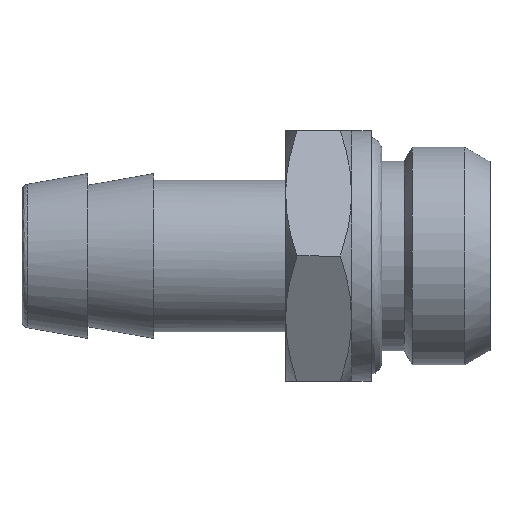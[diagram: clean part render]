
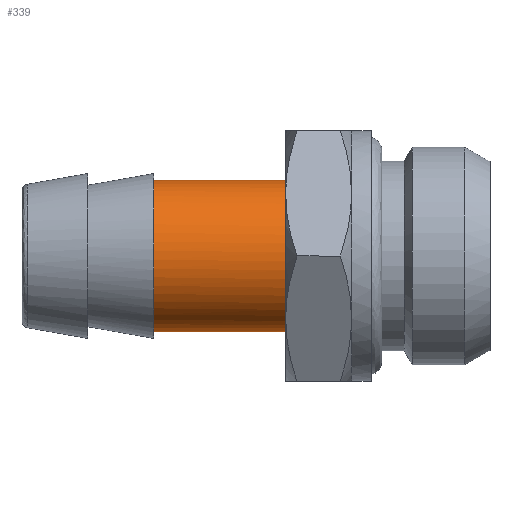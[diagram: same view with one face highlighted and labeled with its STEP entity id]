
A CAD part, left-side view. The second image highlights one B-rep face of the part: STEP entity #339.
In plain terms, the highlighted free-form (B-spline) face has degree [1, 3] with [2, 4] control points.
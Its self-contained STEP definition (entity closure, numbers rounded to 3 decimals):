
#1 = CARTESIAN_POINT ( 'NONE',  ( -0.755, 15.5, 5.75 ) ) ;
#11 = CARTESIAN_POINT ( 'NONE',  ( -5.75, 15.5, 0.755 ) ) ;
#24 = CARTESIAN_POINT ( 'NONE',  ( -2.898, 15.5, 5.023 ) ) ;
#73 = CARTESIAN_POINT ( 'NONE',  ( -5.023, 25.5, -2.898 ) ) ;
#128 = B_SPLINE_CURVE_WITH_KNOTS ( 'NONE', 3,
 ( #535, #778, #284, #2181, #1720, #1008, #73, #1487, #1950, #522, #764, #999, #2861, #1456, #2256, #1327, #154, #2934 ),
 .UNSPECIFIED., .F., .F.,
 ( 4, 2, 2, 2, 2, 2, 2, 2, 4 ),
 ( 0., 0.393, 0.785, 1.178, 1.571, 1.963, 2.356, 2.749, 3.142 ),
 .UNSPECIFIED. ) ;
#154 = CARTESIAN_POINT ( 'NONE',  ( -0.755, 25.5, 5.75 ) ) ;
#204 = ORIENTED_EDGE ( 'NONE', *, *, #2956, .F. ) ;
#235 = CARTESIAN_POINT ( 'NONE',  ( 0., 15.5, -5.75 ) ) ;
#260 = CARTESIAN_POINT ( 'NONE',  ( 0., 25.5, 5.75 ) ) ;
#284 = CARTESIAN_POINT ( 'NONE',  ( -1.503, 25.5, -5.601 ) ) ;
#290 = CARTESIAN_POINT ( 'NONE',  ( -11.5, 25.5, 5.75 ) ) ;
#339 = ADVANCED_FACE ( 'NONE', ( #1447 ), #907, .F. ) ;
#454 = CARTESIAN_POINT ( 'NONE',  ( -1.503, 15.5, 5.601 ) ) ;
#475 = CARTESIAN_POINT ( 'NONE',  ( -3.532, 15.5, -4.6 ) ) ;
#516 = VERTEX_POINT ( 'NONE', #2116 ) ;
#522 = CARTESIAN_POINT ( 'NONE',  ( -5.75, 25.5, 0.755 ) ) ;
#535 = CARTESIAN_POINT ( 'NONE',  ( 0., 25.5, -5.75 ) ) ;
#601 = B_SPLINE_CURVE_WITH_KNOTS ( 'NONE', 1,
 ( #2027, #2251 ),
 .UNSPECIFIED., .F., .F.,
 ( 2, 2 ),
 ( -1., 0. ),
 .UNSPECIFIED. ) ;
#693 = VERTEX_POINT ( 'NONE', #854 ) ;
#709 = CARTESIAN_POINT ( 'NONE',  ( -5.601, 15.5, 1.503 ) ) ;
#719 = CARTESIAN_POINT ( 'NONE',  ( -2.898, 15.5, -5.023 ) ) ;
#741 = CARTESIAN_POINT ( 'NONE',  ( 0., 15.5, 5.75 ) ) ;
#764 = CARTESIAN_POINT ( 'NONE',  ( -5.601, 25.5, 1.503 ) ) ;
#778 = CARTESIAN_POINT ( 'NONE',  ( -0.755, 25.5, -5.75 ) ) ;
#805 = CARTESIAN_POINT ( 'NONE',  ( 0., 25.5, -5.75 ) ) ;
#854 = CARTESIAN_POINT ( 'NONE',  ( 0., 15.5, -5.75 ) ) ;
#907 =( BOUNDED_SURFACE ( )  B_SPLINE_SURFACE ( 1, 3, ( 
 ( #260, #290, #1713, #2185 ),
 ( #741, #2378, #1024, #1268 ) ),
 .UNSPECIFIED., .F., .F., .F. ) 
 B_SPLINE_SURFACE_WITH_KNOTS ( ( 2, 2 ),
 ( 4, 4 ),
 ( 0., 1. ),
 ( 0., 1. ),
 .UNSPECIFIED. ) 
 GEOMETRIC_REPRESENTATION_ITEM ( )  RATIONAL_B_SPLINE_SURFACE ( (
 ( 1., 0.333, 0.333, 1.),
 ( 1., 0.333, 0.333, 1.) ) ) 
 REPRESENTATION_ITEM ( '' )  SURFACE ( )  );
#920 = CARTESIAN_POINT ( 'NONE',  ( -3.532, 15.5, 4.6 ) ) ;
#934 = B_SPLINE_CURVE_WITH_KNOTS ( 'NONE', 3,
 ( #2822, #1, #454, #24, #920, #949, #1197, #709, #11, #1904, #2145, #2137, #2810, #475, #719, #1670, #2114, #235 ),
 .UNSPECIFIED., .F., .F.,
 ( 4, 2, 2, 2, 2, 2, 2, 2, 4 ),
 ( 0., 0.393, 0.785, 1.178, 1.571, 1.963, 2.356, 2.749, 3.142 ),
 .UNSPECIFIED. ) ;
#949 = CARTESIAN_POINT ( 'NONE',  ( -4.6, 15.5, 3.532 ) ) ;
#999 = CARTESIAN_POINT ( 'NONE',  ( -5.023, 25.5, 2.898 ) ) ;
#1008 = CARTESIAN_POINT ( 'NONE',  ( -4.6, 25.5, -3.532 ) ) ;
#1024 = CARTESIAN_POINT ( 'NONE',  ( -11.5, 15.5, -5.75 ) ) ;
#1166 = VERTEX_POINT ( 'NONE', #1188 ) ;
#1188 = CARTESIAN_POINT ( 'NONE',  ( 0., 15.5, 5.75 ) ) ;
#1193 = EDGE_CURVE ( 'NONE', #1166, #693, #934, .T. ) ;
#1197 = CARTESIAN_POINT ( 'NONE',  ( -5.023, 15.5, 2.898 ) ) ;
#1215 = VERTEX_POINT ( 'NONE', #3024 ) ;
#1268 = CARTESIAN_POINT ( 'NONE',  ( 0., 15.5, -5.75 ) ) ;
#1327 = CARTESIAN_POINT ( 'NONE',  ( -1.503, 25.5, 5.601 ) ) ;
#1447 = FACE_OUTER_BOUND ( 'NONE', #1552, .T. ) ;
#1456 = CARTESIAN_POINT ( 'NONE',  ( -3.532, 25.5, 4.6 ) ) ;
#1487 = CARTESIAN_POINT ( 'NONE',  ( -5.601, 25.5, -1.503 ) ) ;
#1503 = CARTESIAN_POINT ( 'NONE',  ( 0., 15.5, -5.75 ) ) ;
#1552 = EDGE_LOOP ( 'NONE', ( #2477, #204, #2365, #1966 ) ) ;
#1600 = B_SPLINE_CURVE_WITH_KNOTS ( 'NONE', 1,
 ( #1503, #805 ),
 .UNSPECIFIED., .F., .F.,
 ( 2, 2 ),
 ( -1., 0. ),
 .UNSPECIFIED. ) ;
#1613 = EDGE_CURVE ( 'NONE', #516, #1215, #128, .T. ) ;
#1670 = CARTESIAN_POINT ( 'NONE',  ( -1.503, 15.5, -5.601 ) ) ;
#1713 = CARTESIAN_POINT ( 'NONE',  ( -11.5, 25.5, -5.75 ) ) ;
#1720 = CARTESIAN_POINT ( 'NONE',  ( -3.532, 25.5, -4.6 ) ) ;
#1904 = CARTESIAN_POINT ( 'NONE',  ( -5.75, 15.5, -0.755 ) ) ;
#1950 = CARTESIAN_POINT ( 'NONE',  ( -5.75, 25.5, -0.755 ) ) ;
#1966 = ORIENTED_EDGE ( 'NONE', *, *, #2006, .F. ) ;
#2006 = EDGE_CURVE ( 'NONE', #1215, #1166, #601, .T. ) ;
#2027 = CARTESIAN_POINT ( 'NONE',  ( 0., 25.5, 5.75 ) ) ;
#2114 = CARTESIAN_POINT ( 'NONE',  ( -0.755, 15.5, -5.75 ) ) ;
#2116 = CARTESIAN_POINT ( 'NONE',  ( 0., 25.5, -5.75 ) ) ;
#2137 = CARTESIAN_POINT ( 'NONE',  ( -5.023, 15.5, -2.898 ) ) ;
#2145 = CARTESIAN_POINT ( 'NONE',  ( -5.601, 15.5, -1.503 ) ) ;
#2181 = CARTESIAN_POINT ( 'NONE',  ( -2.898, 25.5, -5.023 ) ) ;
#2185 = CARTESIAN_POINT ( 'NONE',  ( 0., 25.5, -5.75 ) ) ;
#2251 = CARTESIAN_POINT ( 'NONE',  ( 0., 15.5, 5.75 ) ) ;
#2256 = CARTESIAN_POINT ( 'NONE',  ( -2.898, 25.5, 5.023 ) ) ;
#2365 = ORIENTED_EDGE ( 'NONE', *, *, #1193, .F. ) ;
#2378 = CARTESIAN_POINT ( 'NONE',  ( -11.5, 15.5, 5.75 ) ) ;
#2477 = ORIENTED_EDGE ( 'NONE', *, *, #1613, .F. ) ;
#2810 = CARTESIAN_POINT ( 'NONE',  ( -4.6, 15.5, -3.532 ) ) ;
#2822 = CARTESIAN_POINT ( 'NONE',  ( 0., 15.5, 5.75 ) ) ;
#2861 = CARTESIAN_POINT ( 'NONE',  ( -4.6, 25.5, 3.532 ) ) ;
#2934 = CARTESIAN_POINT ( 'NONE',  ( 0., 25.5, 5.75 ) ) ;
#2956 = EDGE_CURVE ( 'NONE', #693, #516, #1600, .T. ) ;
#3024 = CARTESIAN_POINT ( 'NONE',  ( 0., 25.5, 5.75 ) ) ;
